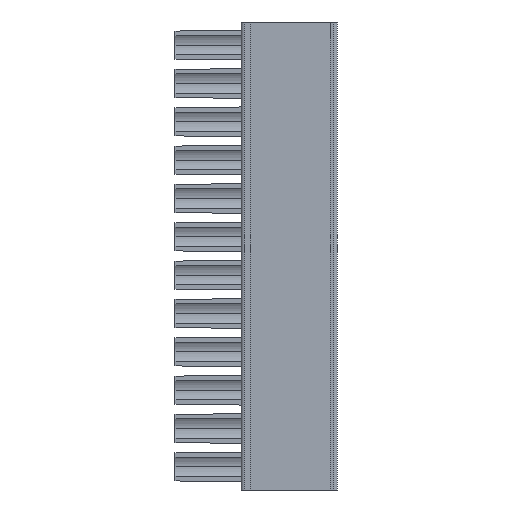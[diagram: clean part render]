
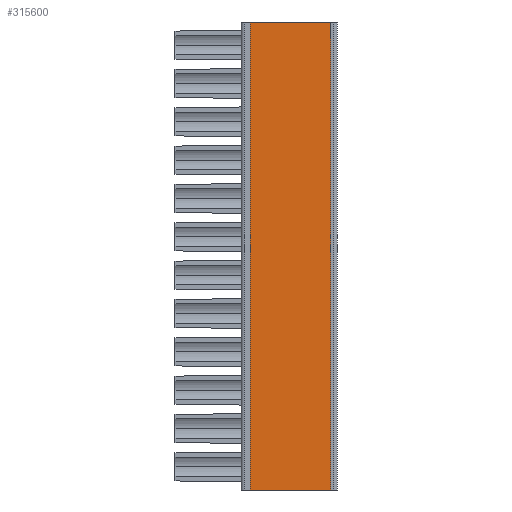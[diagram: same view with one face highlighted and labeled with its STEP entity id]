
A CAD part, front view. The second image highlights one B-rep face of the part: STEP entity #315600.
In plain terms, the highlighted planar face has unit normal (0, -1, 0).
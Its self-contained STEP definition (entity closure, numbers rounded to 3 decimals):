
#7240=CARTESIAN_POINT('',(50.611,29.382,
   77.855));
#7250=VERTEX_POINT('',#7240);
#7300=CARTESIAN_POINT('',(0.,29.382,
   77.855));
#7310=DIRECTION('',(1.,0.,
   0.));
#7320=VECTOR('',#7310,1.);
#7330=LINE('',#7300,#7320);
#7340=CARTESIAN_POINT('',(42.611,29.382,
   77.855));
#7350=VERTEX_POINT('',#7340);
#7360=EDGE_CURVE('',#7350,#7250,#7330,.T.);
#290930=CARTESIAN_POINT('',(50.611,
   29.382,31.345));
#290940=VERTEX_POINT('',#290930);
#290970=CARTESIAN_POINT('',(50.611,
   29.382,-38.41));
#290980=DIRECTION('',(0.,0.,
   1.));
#290990=VECTOR('',#290980,1.);
#291000=LINE('',#290970,#290990);
#291010=EDGE_CURVE('',#290940,#7250,#291000,.T.);
#303810=CARTESIAN_POINT('',(42.611,
   29.382,31.345));
#303820=VERTEX_POINT('',#303810);
#303850=CARTESIAN_POINT('',(0.,
   29.382,31.345));
#303860=DIRECTION('',(-1.,0.,
   0.));
#303870=VECTOR('',#303860,1.);
#303880=LINE('',#303850,#303870);
#303890=EDGE_CURVE('',#290940,#303820,#303880,.T.);
#315440=CARTESIAN_POINT('',(42.611,
   29.382,40.955));
#315450=DIRECTION('',(0.,-1.,
   0.));
#315460=DIRECTION('',(-1.,0.,
   0.));
#315470=AXIS2_PLACEMENT_3D('',#315440,#315450,#315460);
#315480=PLANE('',#315470);
#315490=ORIENTED_EDGE('',*,*,#303890,.F.);
#315500=CARTESIAN_POINT('',(42.611,
   29.382,-38.41));
#315510=DIRECTION('',(0.,0.,
   -1.));
#315520=VECTOR('',#315510,1.);
#315530=LINE('',#315500,#315520);
#315540=EDGE_CURVE('',#7350,#303820,#315530,.T.);
#315550=ORIENTED_EDGE('',*,*,#315540,.T.);
#315560=ORIENTED_EDGE('',*,*,#7360,.F.);
#315570=ORIENTED_EDGE('',*,*,#291010,.T.);
#315580=EDGE_LOOP('',(#315570,#315560,#315550,#315490));
#315590=FACE_OUTER_BOUND('',#315580,.T.);
#315600=ADVANCED_FACE('',(#315590),#315480,.T.);
